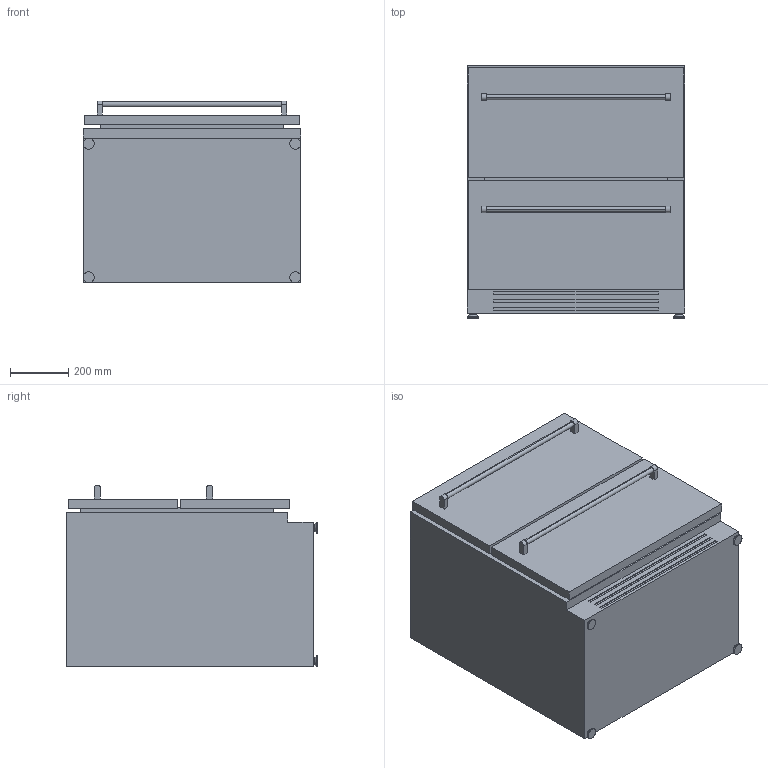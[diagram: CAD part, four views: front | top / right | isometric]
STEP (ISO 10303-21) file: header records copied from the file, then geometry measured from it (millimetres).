
FILE_DESCRIPTION (( 'STEP AP214' ), '1' );
FILE_NAME ('UC2D75PO.STEP', '2021-04-12T13:47:33', ( '' ), ( '' ), 'SwSTEP 2.0', 'SolidWorks 2017', '' );
FILE_SCHEMA (( 'AUTOMOTIVE_DESIGN' ));
Length unit declared in the file: millimetre
Products named in the file (1): UC2D75PO
Bounding box: 748 x 865 x 624 mm (x, y, z)
Volume: 359817407.3 mm3; surface area: 4365625.9 mm2
Topology: 3 solids, 3 shells, 108 faces, 238 edges, 156 vertices
Faces by surface type: plane 68, cylinder 32, cone 8
Entity records: 3030 total; most frequent: DIRECTION 528, CARTESIAN_POINT 503, ORIENTED_EDGE 476, EDGE_CURVE 238, AXIS2_PLACEMENT_3D 181, LINE 166, VECTOR 166, VERTEX_POINT 156
